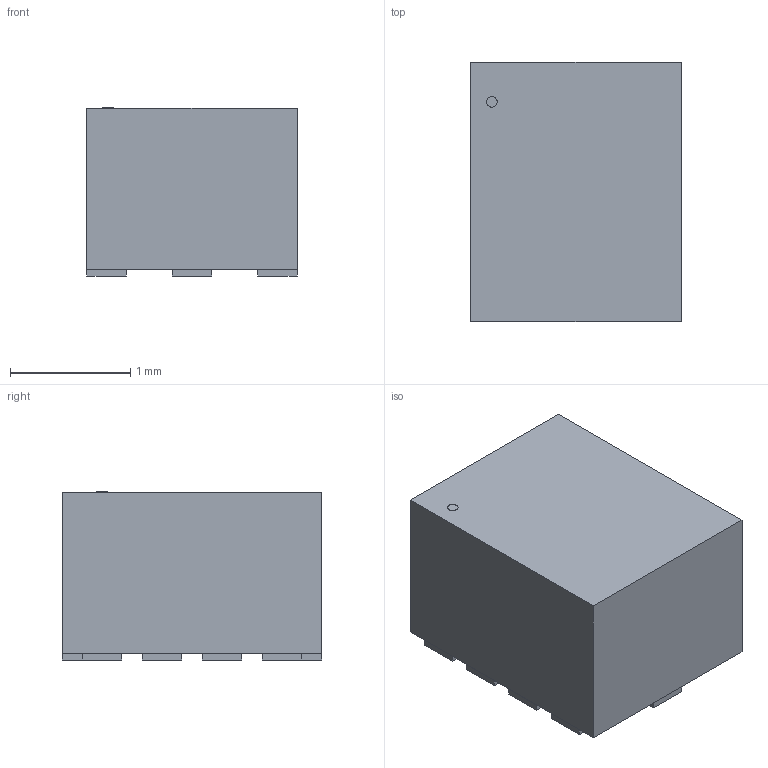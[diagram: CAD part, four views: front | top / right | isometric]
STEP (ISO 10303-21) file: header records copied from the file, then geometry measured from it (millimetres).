
FILE_DESCRIPTION(('STEP AP214'),'1');
FILE_NAME('CM80715_JOT','2025-04-02T07:51:58',(''),(''),'','','');
FILE_SCHEMA(('AUTOMOTIVE_DESIGN'));
Length unit declared in the file: millimetre
Products named in the file (1): product
Bounding box: 1.75 x 2.16 x 1.4 mm (x, y, z)
Volume: 5.1 mm3; surface area: 21 mm2
Topology: 12 solids, 12 shells, 69 faces, 135 edges, 90 vertices
Faces by surface type: plane 68, cylinder 1
Full cylindrical faces by diameter (mm): 0.088 x1
Entity records: 1813 total; most frequent: DIRECTION 278, ORIENTED_EDGE 268, CARTESIAN_POINT 163, EDGE_CURVE 134, LINE 132, VECTOR 132, VERTEX_POINT 90, AXIS2_PLACEMENT_3D 73
